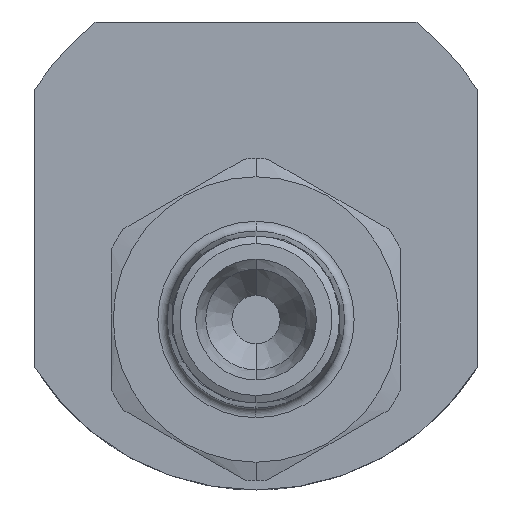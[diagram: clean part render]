
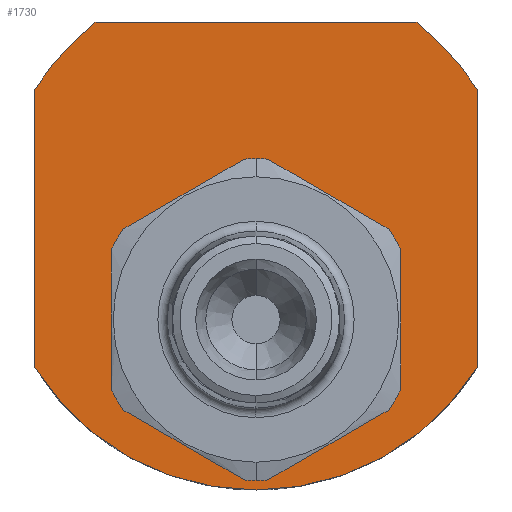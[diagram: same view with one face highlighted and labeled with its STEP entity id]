
A CAD part, front view. The second image highlights one B-rep face of the part: STEP entity #1730.
In plain terms, the highlighted planar face has unit normal (0, -1, 0).
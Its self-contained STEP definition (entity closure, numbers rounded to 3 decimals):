
#1=DIRECTION('',(1.,0.,0.));
#2=VECTOR('',#1,39.787);
#3=CARTESIAN_POINT('',(-19.894,-18.,25.7));
#4=LINE('',#3,#2);
#5=DIRECTION('',(0.,0.,-1.));
#6=VECTOR('',#5,34.641);
#7=CARTESIAN_POINT('',(27.5,-18.,17.321));
#8=LINE('',#7,#6);
#9=DIRECTION('',(0.,0.,1.));
#10=VECTOR('',#9,34.641);
#11=CARTESIAN_POINT('',(-27.5,-18.,-17.321));
#12=LINE('',#11,#10);
#13=CARTESIAN_POINT('',(0.,-18.,-11.3));
#14=DIRECTION('',(0.,1.,0.));
#15=DIRECTION('',(0.,0.,-1.));
#16=AXIS2_PLACEMENT_3D('',#13,#14,#15);
#18=CARTESIAN_POINT('',(0.,-18.,-11.3));
#19=DIRECTION('',(0.,1.,0.));
#20=DIRECTION('',(0.,0.,1.));
#21=AXIS2_PLACEMENT_3D('',#18,#19,#20);
#77=CARTESIAN_POINT('',(0.,-18.,0.));
#78=DIRECTION('',(0.,1.,0.));
#79=DIRECTION('',(-0.846,0.,0.533));
#80=AXIS2_PLACEMENT_3D('',#77,#78,#79);
#82=CARTESIAN_POINT('',(0.,-18.,0.));
#83=DIRECTION('',(0.,-1.,0.));
#84=DIRECTION('',(0.846,0.,0.533));
#85=AXIS2_PLACEMENT_3D('',#82,#83,#84);
#117=CARTESIAN_POINT('',(0.,-18.,0.));
#118=DIRECTION('',(0.,-1.,0.));
#119=DIRECTION('',(-0.846,0.,-0.533));
#120=AXIS2_PLACEMENT_3D('',#117,#118,#119);
#1371=CARTESIAN_POINT('',(-19.894,-18.,25.7));
#1372=CARTESIAN_POINT('',(19.894,-18.,25.7));
#1373=VERTEX_POINT('',#1371);
#1374=VERTEX_POINT('',#1372);
#1375=CARTESIAN_POINT('',(27.5,-18.,17.321));
#1376=CARTESIAN_POINT('',(27.5,-18.,-17.321));
#1377=VERTEX_POINT('',#1375);
#1378=VERTEX_POINT('',#1376);
#1379=CARTESIAN_POINT('',(-27.5,-18.,-17.321));
#1380=CARTESIAN_POINT('',(-27.5,-18.,17.321));
#1381=VERTEX_POINT('',#1379);
#1382=VERTEX_POINT('',#1380);
#1404=CARTESIAN_POINT('',(0.,-18.,-27.8));
#1405=CARTESIAN_POINT('',(0.,-18.,5.2));
#1406=VERTEX_POINT('',#1404);
#1407=VERTEX_POINT('',#1405);
#1705=CARTESIAN_POINT('',(0.,-18.,0.));
#1706=DIRECTION('',(0.,-1.,0.));
#1707=DIRECTION('',(0.,0.,1.));
#1708=AXIS2_PLACEMENT_3D('',#1705,#1706,#1707);
#1709=PLANE('',#1708);
#1711=ORIENTED_EDGE('',*,*,#1710,.T.);
#1713=ORIENTED_EDGE('',*,*,#1712,.F.);
#1715=ORIENTED_EDGE('',*,*,#1714,.T.);
#1717=ORIENTED_EDGE('',*,*,#1716,.F.);
#1719=ORIENTED_EDGE('',*,*,#1718,.T.);
#1721=ORIENTED_EDGE('',*,*,#1720,.T.);
#1722=EDGE_LOOP('',(#1711,#1713,#1715,#1717,#1719,#1721));
#1723=FACE_OUTER_BOUND('',#1722,.F.);
#1725=ORIENTED_EDGE('',*,*,#1724,.F.);
#1727=ORIENTED_EDGE('',*,*,#1726,.F.);
#1728=EDGE_LOOP('',(#1725,#1727));
#1729=FACE_BOUND('',#1728,.F.);
#1730=ADVANCED_FACE('',(#1723,#1729),#1709,.T.);
#17=CIRCLE('',#16,16.5);
#22=CIRCLE('',#21,16.5);
#81=CIRCLE('',#80,32.5);
#86=CIRCLE('',#85,32.5);
#121=CIRCLE('',#120,32.5);
#1710=EDGE_CURVE('',#1373,#1374,#4,.T.);
#1712=EDGE_CURVE('',#1377,#1374,#86,.T.);
#1714=EDGE_CURVE('',#1377,#1378,#8,.T.);
#1716=EDGE_CURVE('',#1381,#1378,#121,.T.);
#1718=EDGE_CURVE('',#1381,#1382,#12,.T.);
#1720=EDGE_CURVE('',#1382,#1373,#81,.T.);
#1724=EDGE_CURVE('',#1406,#1407,#17,.T.);
#1726=EDGE_CURVE('',#1407,#1406,#22,.T.);
